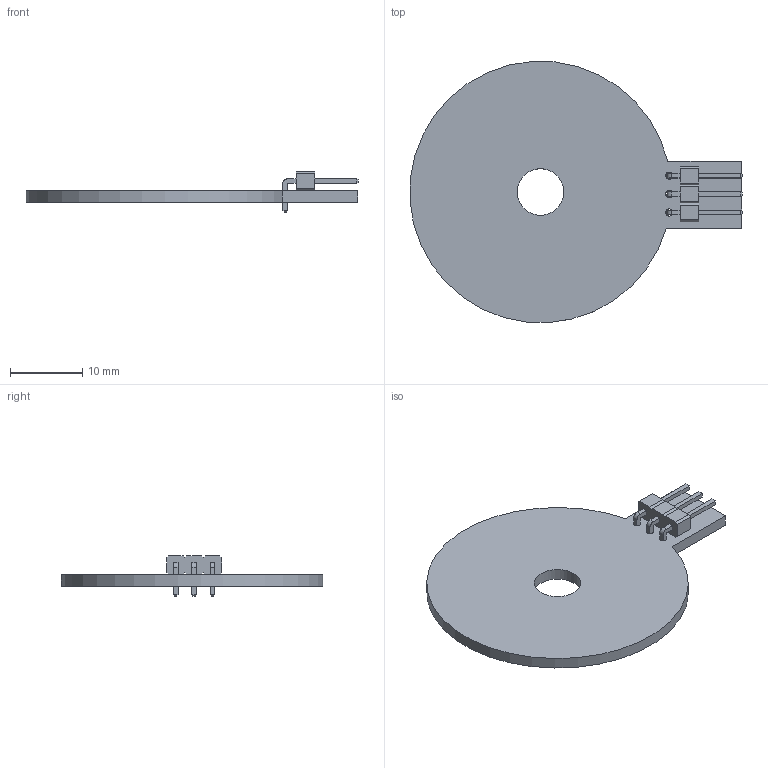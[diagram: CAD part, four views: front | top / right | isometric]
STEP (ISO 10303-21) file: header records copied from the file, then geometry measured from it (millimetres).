
FILE_DESCRIPTION(('KiCad electronic assembly'),'2;1');
FILE_NAME('Pancake_Servo_Slip_Ring_v2.step','2024-04-10T00:05:47',( 'Pcbnew'),('Kicad'),'Open CASCADE STEP processor 7.6', 'KiCad to STEP converter','Unknown');
FILE_SCHEMA(('AUTOMOTIVE_DESIGN { 1 0 10303 214 1 1 1 1 }'));
Length unit declared in the file: millimetre
Products named in the file (4): Pancake_Servo_Slip_Ring_v2 1; PinHeader_1x03_P2.54mm_Horizontal; SOLID; Pancake_Servo_Slip_Ring PCB
Assembly tree (3 placements, depth 3):
  Pancake_Servo_Slip_Ring_v2 1
    PinHeader_1x03_P2.54mm_Horizontal
      SOLID
    Pancake_Servo_Slip_Ring PCB
Bounding box: 45.82 x 36.03 x 5.54 mm (x, y, z)
Volume: 1791.1 mm3; surface area: 2600.5 mm2
Topology: 2 solids, 2 shells, 95 faces, 231 edges, 146 vertices
Faces by surface type: bspline 85, plane 5, cylinder 5
Full cylindrical faces by diameter (mm): 1 x3, 6.425 x1
Entity records: 5825 total; most frequent: CARTESIAN_POINT 1904, B_SPLINE_CURVE_WITH_KNOTS 609, ORIENTED_EDGE 462, PCURVE 462, DEFINITIONAL_REPRESENTATION 462, EDGE_CURVE 231, SURFACE_CURVE 227, VERTEX_POINT 146
